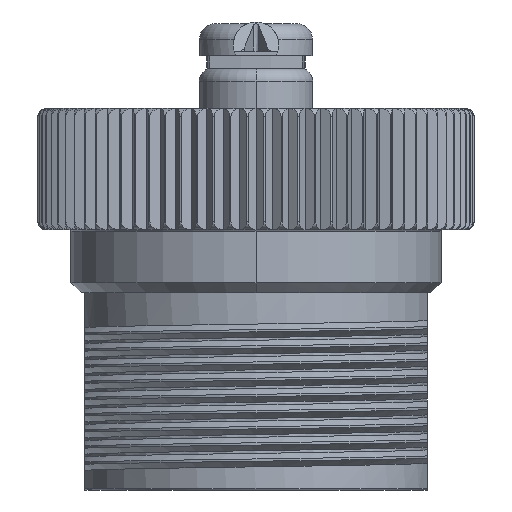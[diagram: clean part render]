
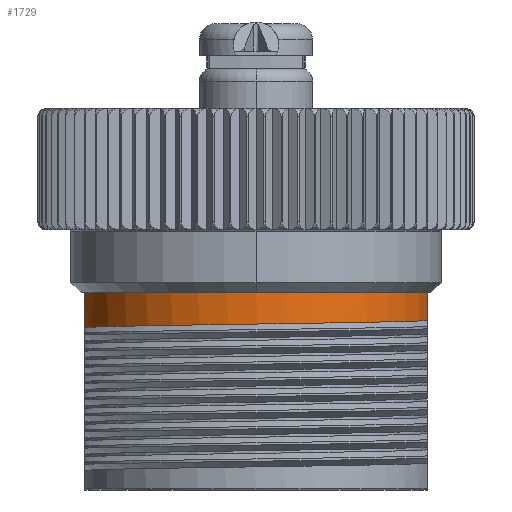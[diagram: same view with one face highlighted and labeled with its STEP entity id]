
A CAD part, front view. The second image highlights one B-rep face of the part: STEP entity #1729.
In plain terms, the highlighted cylindrical face has radius 10.842 mm (diameter 21.685 mm), a partial arc.
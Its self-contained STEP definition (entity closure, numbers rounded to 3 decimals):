
#268=CYLINDRICAL_SURFACE('',#9289,10.843);
#783=LINE('',#18114,#1174);
#825=LINE('',#18653,#1216);
#1174=VECTOR('',#11331,1.);
#1216=VECTOR('',#11385,1.);
#1729=ADVANCED_FACE('',(#2420),#268,.T.);
#2420=FACE_OUTER_BOUND('',#2971,.T.);
#2971=EDGE_LOOP('',(#5730,#5731,#5732,#5733,#5734));
#3447=B_SPLINE_CURVE_WITH_KNOTS('',3,(#22115,#22116,#22117,#22118,#22119,
#22120,#22121,#22122,#22123,#22124),.UNSPECIFIED.,.F.,.F.,(4,2,2,2,4),(0.,
0.25,0.5,0.75,1.),.UNSPECIFIED.);
#5730=ORIENTED_EDGE('',*,*,#7847,.T.);
#5731=ORIENTED_EDGE('',*,*,#7922,.F.);
#5732=ORIENTED_EDGE('',*,*,#7720,.T.);
#5733=ORIENTED_EDGE('',*,*,#7763,.F.);
#5734=ORIENTED_EDGE('',*,*,#7921,.F.);
#6560=VERTEX_POINT('',#17842);
#6561=VERTEX_POINT('',#17843);
#6601=VERTEX_POINT('',#18113);
#6682=VERTEX_POINT('',#18652);
#6683=VERTEX_POINT('',#18654);
#7720=EDGE_CURVE('',#6560,#6561,#8396,.T.);
#7763=EDGE_CURVE('',#6601,#6561,#783,.T.);
#7847=EDGE_CURVE('',#6683,#6682,#825,.T.);
#7921=EDGE_CURVE('',#6683,#6601,#3447,.T.);
#7922=EDGE_CURVE('',#6560,#6682,#8404,.T.);
#8396=CIRCLE('',#9265,10.843);
#8404=CIRCLE('',#9288,10.843);
#9265=AXIS2_PLACEMENT_3D('',#17841,#11300,#11301);
#9288=AXIS2_PLACEMENT_3D('',#22202,#11428,#11429);
#9289=AXIS2_PLACEMENT_3D('',#22203,#11430,#11431);
#11300=DIRECTION('',(0.,0.,-1.));
#11301=DIRECTION('',(0.,-1.,0.));
#11331=DIRECTION('',(0.,0.,1.));
#11385=DIRECTION('',(0.,0.,1.));
#11428=DIRECTION('',(0.,0.,1.));
#11429=DIRECTION('',(0.,-1.,0.));
#11430=DIRECTION('',(0.,0.,1.));
#11431=DIRECTION('',(0.,-1.,0.));
#17841=CARTESIAN_POINT('',(0.,0.,12.2));
#17842=CARTESIAN_POINT('',(0.,-10.843,12.2));
#17843=CARTESIAN_POINT('',(-10.6,-2.28,12.2));
#18113=CARTESIAN_POINT('',(-10.6,-2.28,10.05));
#18114=CARTESIAN_POINT('',(-10.6,-2.28,10.05));
#18652=CARTESIAN_POINT('',(10.6,-2.28,12.2));
#18653=CARTESIAN_POINT('',(10.6,-2.28,10.483));
#18654=CARTESIAN_POINT('',(10.6,-2.28,10.483));
#22115=CARTESIAN_POINT('',(10.6,-2.28,10.483));
#22116=CARTESIAN_POINT('',(10.079,-4.702,10.446));
#22117=CARTESIAN_POINT('',(8.712,-6.901,10.411));
#22118=CARTESIAN_POINT('',(4.909,-9.972,10.339));
#22119=CARTESIAN_POINT('',(2.448,-10.842,10.302));
#22120=CARTESIAN_POINT('',(-2.442,-10.843,10.231));
#22121=CARTESIAN_POINT('',(-4.902,-9.975,10.194));
#22122=CARTESIAN_POINT('',(-8.709,-6.905,10.123));
#22123=CARTESIAN_POINT('',(-10.079,-4.702,10.087));
#22124=CARTESIAN_POINT('',(-10.6,-2.28,10.05));
#22202=CARTESIAN_POINT('',(0.,0.,12.2));
#22203=CARTESIAN_POINT('',(0.,0.,-1.305));
